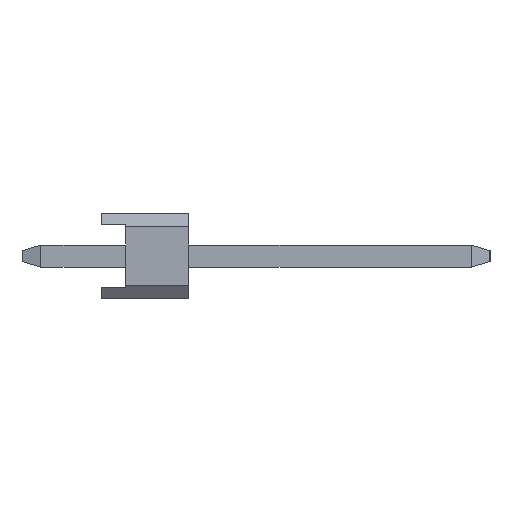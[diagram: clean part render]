
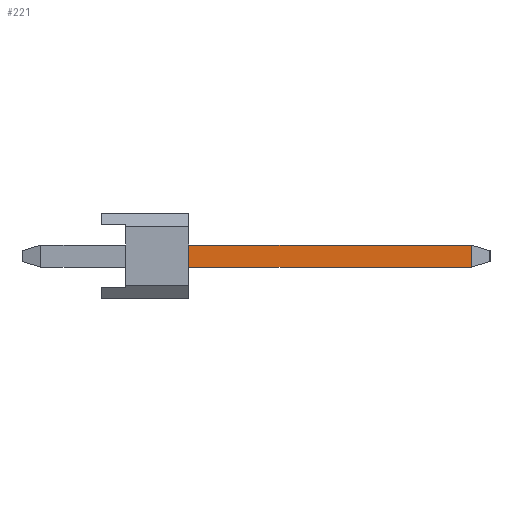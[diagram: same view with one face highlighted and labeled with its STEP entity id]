
A CAD part, left-side view. The second image highlights one B-rep face of the part: STEP entity #221.
In plain terms, the highlighted planar face has unit normal (-1, 0, 0).
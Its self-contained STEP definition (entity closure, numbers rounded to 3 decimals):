
#221=ADVANCED_FACE('',(#624),#625,.T.);
#624=FACE_OUTER_BOUND('',#1154,.T.);
#625=PLANE('',#1155);
#1154=EDGE_LOOP('',(#2414,#2415,#2416,#2417));
#1155=AXIS2_PLACEMENT_3D('',#2418,#2419,#2420);
#2414=ORIENTED_EDGE('',*,*,#3759,.F.);
#2415=ORIENTED_EDGE('',*,*,#3755,.F.);
#2416=ORIENTED_EDGE('',*,*,#3760,.F.);
#2417=ORIENTED_EDGE('',*,*,#3761,.F.);
#2418=CARTESIAN_POINT('',(-10.48,-4.49,0.5));
#2419=DIRECTION('',(-1.0,0.,0.));
#2420=DIRECTION('',(0.,1.0,0.));
#3755=EDGE_CURVE('',#4585,#4581,#4587,.T.);
#3759=EDGE_CURVE('',#4581,#4593,#4594,.T.);
#3760=EDGE_CURVE('',#4595,#4585,#4596,.T.);
#3761=EDGE_CURVE('',#4593,#4595,#4597,.T.);
#4581=VERTEX_POINT('',#5937);
#4585=VERTEX_POINT('',#5943);
#4587=LINE('',#5946,#5947);
#4593=VERTEX_POINT('',#5956);
#4594=LINE('',#5957,#5958);
#4595=VERTEX_POINT('',#5959);
#4596=LINE('',#5960,#5961);
#4597=LINE('',#5962,#5963);
#5937=CARTESIAN_POINT('',(-10.48,-2.54,-0.32));
#5943=CARTESIAN_POINT('',(-10.48,-10.744,-0.32));
#5946=CARTESIAN_POINT('',(-10.48,-4.49,-0.32));
#5947=VECTOR('',#7099,1.0);
#5956=CARTESIAN_POINT('',(-10.48,-2.54,0.32));
#5957=CARTESIAN_POINT('',(-10.48,-2.54,0.252));
#5958=VECTOR('',#7103,1.0);
#5959=CARTESIAN_POINT('',(-10.48,-10.744,0.32));
#5960=CARTESIAN_POINT('',(-10.48,-10.744,0.5));
#5961=VECTOR('',#7104,1.0);
#5962=CARTESIAN_POINT('',(-10.48,-4.49,0.32));
#5963=VECTOR('',#7105,1.0);
#7099=DIRECTION('',(0.,1.0,0.));
#7103=DIRECTION('',(0.,0.,1.0));
#7104=DIRECTION('',(0.0,0.,-1.0));
#7105=DIRECTION('',(0.,-1.0,0.));
